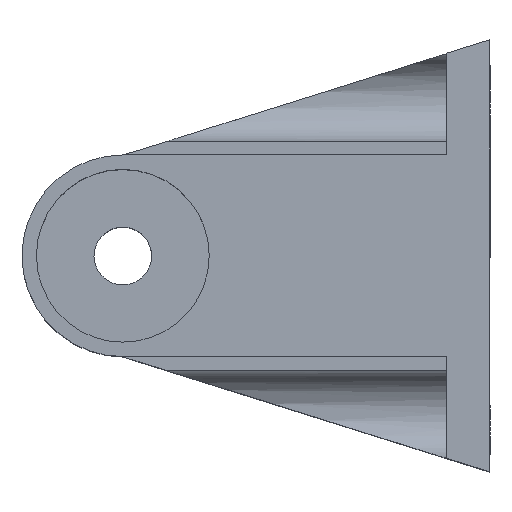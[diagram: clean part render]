
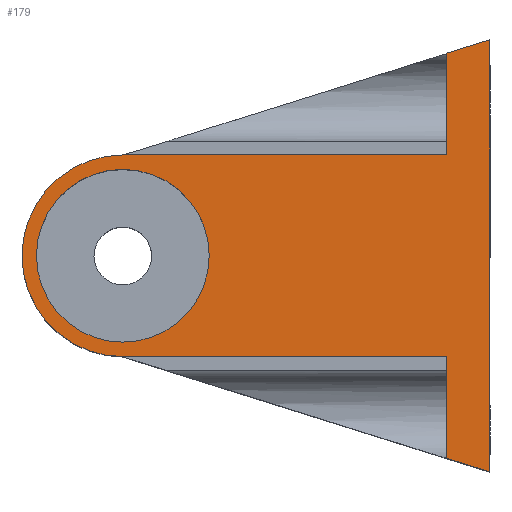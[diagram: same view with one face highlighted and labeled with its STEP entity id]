
A CAD part, top view. The second image highlights one B-rep face of the part: STEP entity #179.
In plain terms, the highlighted planar face has unit normal (0, 0, 1).
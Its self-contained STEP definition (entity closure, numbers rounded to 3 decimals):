
#24 = VERTEX_POINT('',#25);
#25 = CARTESIAN_POINT('',(-29.5,20.,20.));
#31 = EDGE_CURVE('',#24,#32,#34,.T.);
#32 = VERTEX_POINT('',#33);
#33 = CARTESIAN_POINT('',(-29.5,-10.,20.));
#34 = LINE('',#35,#36);
#35 = CARTESIAN_POINT('',(-29.5,20.,20.));
#36 = VECTOR('',#37,1.);
#37 = DIRECTION('',(0.,-1.,0.));
#92 = EDGE_CURVE('',#24,#93,#95,.T.);
#93 = VERTEX_POINT('',#94);
#94 = CARTESIAN_POINT('',(-32.5,19.059,20.));
#95 = LINE('',#96,#97);
#96 = CARTESIAN_POINT('',(-29.5,20.,20.));
#97 = VECTOR('',#98,1.);
#98 = DIRECTION('',(-0.954,-0.299,0.));
#179 = ADVANCED_FACE('',(#180,#231),#242,.T.);
#180 = FACE_BOUND('',#181,.T.);
#181 = EDGE_LOOP('',(#182,#183,#184,#192,#200,#209,#217,#225));
#182 = ORIENTED_EDGE('',*,*,#31,.F.);
#183 = ORIENTED_EDGE('',*,*,#92,.T.);
#184 = ORIENTED_EDGE('',*,*,#185,.F.);
#185 = EDGE_CURVE('',#186,#93,#188,.T.);
#186 = VERTEX_POINT('',#187);
#187 = CARTESIAN_POINT('',(-32.5,12.,20.));
#188 = LINE('',#189,#190);
#189 = CARTESIAN_POINT('',(-32.5,12.,20.));
#190 = VECTOR('',#191,1.);
#191 = DIRECTION('',(0.,1.,0.));
#192 = ORIENTED_EDGE('',*,*,#193,.F.);
#193 = EDGE_CURVE('',#194,#186,#196,.T.);
#194 = VERTEX_POINT('',#195);
#195 = CARTESIAN_POINT('',(-55.,12.,20.));
#196 = LINE('',#197,#198);
#197 = CARTESIAN_POINT('',(-55.,12.,20.));
#198 = VECTOR('',#199,1.);
#199 = DIRECTION('',(1.,0.,0.));
#200 = ORIENTED_EDGE('',*,*,#201,.T.);
#201 = EDGE_CURVE('',#194,#202,#204,.T.);
#202 = VERTEX_POINT('',#203);
#203 = CARTESIAN_POINT('',(-55.,-2.,20.));
#204 = CIRCLE('',#205,7.);
#205 = AXIS2_PLACEMENT_3D('',#206,#207,#208);
#206 = CARTESIAN_POINT('',(-55.,5.,20.));
#207 = DIRECTION('',(0.,0.,1.));
#208 = DIRECTION('',(1.,0.,0.));
#209 = ORIENTED_EDGE('',*,*,#210,.F.);
#210 = EDGE_CURVE('',#211,#202,#213,.T.);
#211 = VERTEX_POINT('',#212);
#212 = CARTESIAN_POINT('',(-32.5,-2.,20.));
#213 = LINE('',#214,#215);
#214 = CARTESIAN_POINT('',(-32.5,-2.,20.));
#215 = VECTOR('',#216,1.);
#216 = DIRECTION('',(-1.,0.,0.));
#217 = ORIENTED_EDGE('',*,*,#218,.F.);
#218 = EDGE_CURVE('',#219,#211,#221,.T.);
#219 = VERTEX_POINT('',#220);
#220 = CARTESIAN_POINT('',(-32.5,-9.059,20.));
#221 = LINE('',#222,#223);
#222 = CARTESIAN_POINT('',(-32.5,-9.059,20.));
#223 = VECTOR('',#224,1.);
#224 = DIRECTION('',(0.,1.,0.));
#225 = ORIENTED_EDGE('',*,*,#226,.F.);
#226 = EDGE_CURVE('',#32,#219,#227,.T.);
#227 = LINE('',#228,#229);
#228 = CARTESIAN_POINT('',(-29.5,-10.,20.));
#229 = VECTOR('',#230,1.);
#230 = DIRECTION('',(-0.954,0.299,0.));
#231 = FACE_BOUND('',#232,.T.);
#232 = EDGE_LOOP('',(#233));
#233 = ORIENTED_EDGE('',*,*,#234,.F.);
#234 = EDGE_CURVE('',#235,#235,#237,.T.);
#235 = VERTEX_POINT('',#236);
#236 = CARTESIAN_POINT('',(-49.,5.,20.));
#237 = CIRCLE('',#238,6.);
#238 = AXIS2_PLACEMENT_3D('',#239,#240,#241);
#239 = CARTESIAN_POINT('',(-55.,5.,20.));
#240 = DIRECTION('',(0.,0.,1.));
#241 = DIRECTION('',(1.,0.,0.));
#242 = PLANE('',#243);
#243 = AXIS2_PLACEMENT_3D('',#244,#245,#246);
#244 = CARTESIAN_POINT('',(-43.144,5.,20.));
#245 = DIRECTION('',(0.,0.,1.));
#246 = DIRECTION('',(1.,0.,0.));
